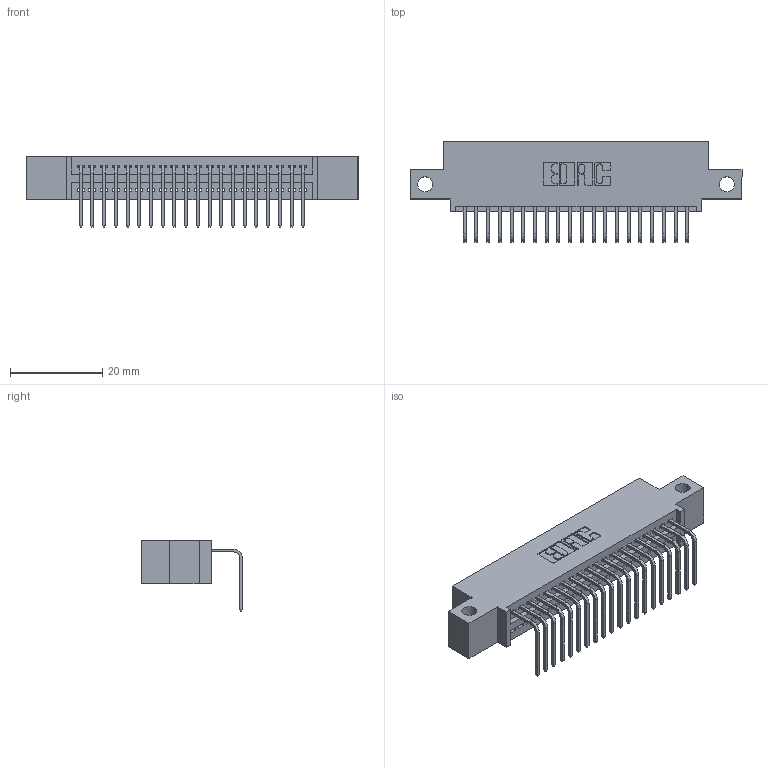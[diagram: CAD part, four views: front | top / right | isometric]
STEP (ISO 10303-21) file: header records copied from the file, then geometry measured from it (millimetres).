
FILE_DESCRIPTION (( 'STEP AP203' ), '1' );
FILE_NAME ('395-020-558-412.STEP', '2019-10-11T04:07:43', ( '' ), ( '' ), 'SwSTEP 2.0', 'SolidWorks 2016', '' );
FILE_SCHEMA (( 'CONFIG_CONTROL_DESIGN' ));
Length unit declared in the file: inch
Products named in the file (3): 345 Part_0.110 Offset - Side Mount; 345-292-001_558 Tail - 2; 395-020-558-412
Assembly tree (21 placements, depth 2):
  395-020-558-412
    345 Part_0.110 Offset - Side Mount
    345-292-001_558 Tail - 2  x20
Bounding box: 72.01 x 21.83 x 15.37 mm (x, y, z)
Volume: 6565.3 mm3; surface area: 8757.1 mm2
Topology: 21 solids, 21 shells, 1330 faces, 3993 edges, 2634 vertices
Faces by surface type: plane 924, cylinder 406
Entity records: 18233 total; most frequent: CARTESIAN_POINT 3168, ORIENTED_EDGE 3122, DIRECTION 2797, EDGE_CURVE 1561, VECTOR 1349, LINE 1349, VERTEX_POINT 1038, AXIS2_PLACEMENT_3D 724
